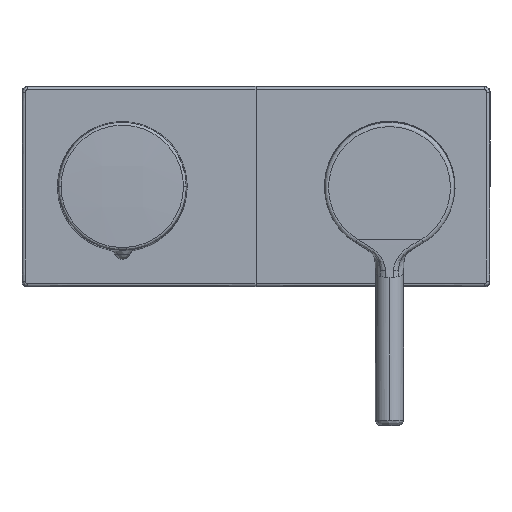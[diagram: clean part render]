
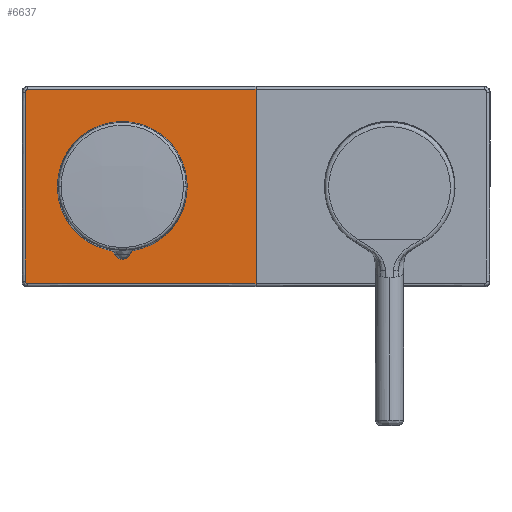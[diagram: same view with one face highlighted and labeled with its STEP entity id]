
A CAD part, top view. The second image highlights one B-rep face of the part: STEP entity #6637.
In plain terms, the highlighted free-form (B-spline) face has degree [2, 5] with [3, 12] control points.
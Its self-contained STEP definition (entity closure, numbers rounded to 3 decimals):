
#172 = CARTESIAN_POINT ( 'NONE',  ( -135.316, -36.316, 11.601 ) ) ;
#307 = CARTESIAN_POINT ( 'NONE',  ( -136.28, -35.624, 11.601 ) ) ;
#422 = CARTESIAN_POINT ( 'NONE',  ( -50., -36.335, 11.625 ) ) ;
#808 = B_SPLINE_CURVE_WITH_KNOTS ( 'NONE', 3,
 ( #3203, #9487, #307, #12592, #17560, #17497, #4787, #8052, #12736, #172 ),
 .UNSPECIFIED., .F., .F.,
 ( 4, 1, 1, 2, 2, 4 ),
 ( 0., 0.25, 0.375, 0.438, 0.5, 1. ),
 .UNSPECIFIED. ) ;
#916 = CARTESIAN_POINT ( 'NONE',  ( -50., 23.827, 11.903 ) ) ;
#1004 = CARTESIAN_POINT ( 'NONE',  ( -50., -21.803, 11.923 ) ) ;
#1039 = CARTESIAN_POINT ( 'NONE',  ( -93.75, 44.124, 11.459 ) ) ;
#1157 = VERTEX_POINT ( 'NONE', #10196 ) ;
#1581 = CARTESIAN_POINT ( 'NONE',  ( -136.316, -35.315, 11.601 ) ) ;
#1605 = CARTESIAN_POINT ( 'NONE',  ( -136.004, 36.026, 11.601 ) ) ;
#1655 = VERTEX_POINT ( 'NONE', #16146 ) ;
#2118 = ORIENTED_EDGE ( 'NONE', *, *, #4914, .T. ) ;
#2384 = CARTESIAN_POINT ( 'NONE',  ( -137.5, 23.825, 11.6 ) ) ;
#2454 = CARTESIAN_POINT ( 'NONE',  ( -50., -44.859, 11.443 ) ) ;
#2576 = CARTESIAN_POINT ( 'NONE',  ( -50., 42.799, 11.487 ) ) ;
#2645 = CARTESIAN_POINT ( 'NONE',  ( -137.5, -40.444, 11.6 ) ) ;
#2672 = CARTESIAN_POINT ( 'NONE',  ( -50., -36.335, 11.625 ) ) ;
#3203 = CARTESIAN_POINT ( 'NONE',  ( -136.316, -35.315, 11.601 ) ) ;
#3205 = VERTEX_POINT ( 'NONE', #12724 ) ;
#3319 = CARTESIAN_POINT ( 'NONE',  ( -136.326, -11.771, 11.614 ) ) ;
#3641 = CARTESIAN_POINT ( 'NONE',  ( -136.316, 35.571, 11.601 ) ) ;
#3713 = CARTESIAN_POINT ( 'NONE',  ( -136.316, 35.315, 11.601 ) ) ;
#3853 = EDGE_CURVE ( 'NONE', #3205, #6422, #14964, .T. ) ;
#4039 = CARTESIAN_POINT ( 'NONE',  ( -50., -40.444, 11.537 ) ) ;
#4105 = CARTESIAN_POINT ( 'NONE',  ( -93.75, 40.15, 11.543 ) ) ;
#4169 = CARTESIAN_POINT ( 'NONE',  ( -93.75, -41.915, 11.505 ) ) ;
#4436 = B_SPLINE_CURVE_WITH_KNOTS ( 'NONE', 3,
 ( #12590, #6892, #14167, #13030, #7975, #13159, #1605, #6742, #3641, #3713 ),
 .UNSPECIFIED., .F., .F.,
 ( 4, 1, 1, 2, 2, 4 ),
 ( 0., 0.25, 0.375, 0.437, 0.5, 1. ),
 .UNSPECIFIED. ) ;
#4787 = CARTESIAN_POINT ( 'NONE',  ( -136.053, -35.975, 11.601 ) ) ;
#4914 = EDGE_CURVE ( 'NONE', #7924, #3205, #808, .T. ) ;
#5115 = CARTESIAN_POINT ( 'NONE',  ( -106.854, -36.329, 11.617 ) ) ;
#5428 = EDGE_CURVE ( 'NONE', #1655, #6422, #15318, .T. ) ;
#5542 = CARTESIAN_POINT ( 'NONE',  ( -137.5, 40.15, 11.6 ) ) ;
#5681 = CARTESIAN_POINT ( 'NONE',  ( -137.5, 41.475, 11.6 ) ) ;
#5968 = CARTESIAN_POINT ( 'NONE',  ( -106.854, 36.329, 11.617 ) ) ;
#6422 = VERTEX_POINT ( 'NONE', #9776 ) ;
#6637 = ADVANCED_FACE ( 'NONE', ( #8956 ), #10876, .T. ) ;
#6742 = CARTESIAN_POINT ( 'NONE',  ( -136.22, 35.799, 11.601 ) ) ;
#6892 = CARTESIAN_POINT ( 'NONE',  ( -135.453, 36.316, 11.601 ) ) ;
#7167 = CARTESIAN_POINT ( 'NONE',  ( -137.5, -23.972, 11.6 ) ) ;
#7221 = CARTESIAN_POINT ( 'NONE',  ( -93.75, -40.444, 11.537 ) ) ;
#7350 = CARTESIAN_POINT ( 'NONE',  ( -50., 44.124, 11.459 ) ) ;
#7420 = CARTESIAN_POINT ( 'NONE',  ( -50., 41.474, 11.515 ) ) ;
#7437 = CARTESIAN_POINT ( 'NONE',  ( -50., 7.268, 12.077 ) ) ;
#7749 = CARTESIAN_POINT ( 'NONE',  ( -135.316, 36.316, 11.601 ) ) ;
#7924 = VERTEX_POINT ( 'NONE', #10630 ) ;
#7975 = CARTESIAN_POINT ( 'NONE',  ( -135.925, 36.098, 11.601 ) ) ;
#8052 = CARTESIAN_POINT ( 'NONE',  ( -135.828, -36.212, 11.601 ) ) ;
#8722 = CARTESIAN_POINT ( 'NONE',  ( -137.5, 7.5, 11.6 ) ) ;
#8815 = CARTESIAN_POINT ( 'NONE',  ( -50., 36.335, 11.625 ) ) ;
#8861 = CARTESIAN_POINT ( 'NONE',  ( -50., 40.15, 11.543 ) ) ;
#8924 = CARTESIAN_POINT ( 'NONE',  ( -50., -43.388, 11.474 ) ) ;
#8956 = FACE_OUTER_BOUND ( 'NONE', #16946, .T. ) ;
#9487 = CARTESIAN_POINT ( 'NONE',  ( -136.316, -35.443, 11.601 ) ) ;
#9545 = CARTESIAN_POINT ( 'NONE',  ( -136.316, 35.315, 11.601 ) ) ;
#9776 = CARTESIAN_POINT ( 'NONE',  ( -50., -36.335, 11.625 ) ) ;
#9812 = ORIENTED_EDGE ( 'NONE', *, *, #5428, .F. ) ;
#9948 = CARTESIAN_POINT ( 'NONE',  ( -135.316, -36.316, 11.601 ) ) ;
#9996 = ORIENTED_EDGE ( 'NONE', *, *, #13924, .T. ) ;
#10196 = CARTESIAN_POINT ( 'NONE',  ( -136.316, 35.315, 11.601 ) ) ;
#10380 = CARTESIAN_POINT ( 'NONE',  ( -137.5, -7.5, 11.6 ) ) ;
#10500 = CARTESIAN_POINT ( 'NONE',  ( -93.75, -44.859, 11.443 ) ) ;
#10573 = CARTESIAN_POINT ( 'NONE',  ( -93.75, -43.387, 11.474 ) ) ;
#10630 = CARTESIAN_POINT ( 'NONE',  ( -136.316, -35.315, 11.601 ) ) ;
#10876 = B_SPLINE_SURFACE_WITH_KNOTS ( 'NONE', 2, 5, ( 
 ( #7350, #2576, #7420, #8861, #916, #15114, #18234, #19822, #4039, #16651, #8924, #2454 ),
 ( #1039, #20016, #19954, #4105, #13475, #19883, #13543, #18296, #7221, #4169, #10573, #10500 ),
 ( #14997, #12035, #5681, #5542, #2384, #8722, #10380, #7167, #2645, #13407, #16724, #13600 ) ),
 .UNSPECIFIED., .F., .F., .F.,
 ( 3, 3 ),
 ( 6, 3, 3, 6 ),
 ( 0., 1. ),
 ( 0.07, 0.135, 0.865, 0.937 ),
 .UNSPECIFIED. ) ;
#12035 = CARTESIAN_POINT ( 'NONE',  ( -137.5, 42.8, 11.6 ) ) ;
#12438 = CARTESIAN_POINT ( 'NONE',  ( -78.415, 36.335, 11.625 ) ) ;
#12590 = CARTESIAN_POINT ( 'NONE',  ( -135.316, 36.316, 11.601 ) ) ;
#12592 = CARTESIAN_POINT ( 'NONE',  ( -136.175, -35.819, 11.601 ) ) ;
#12724 = CARTESIAN_POINT ( 'NONE',  ( -135.316, -36.316, 11.601 ) ) ;
#12736 = CARTESIAN_POINT ( 'NONE',  ( -135.59, -36.317, 11.601 ) ) ;
#13030 = CARTESIAN_POINT ( 'NONE',  ( -135.845, 36.162, 11.601 ) ) ;
#13063 = B_SPLINE_CURVE_WITH_KNOTS ( 'NONE', 3,
 ( #14032, #12438, #5968, #7749 ),
 .UNSPECIFIED., .F., .F.,
 ( 4, 4 ),
 ( 0., 1. ),
 .UNSPECIFIED. ) ;
#13104 = EDGE_CURVE ( 'NONE', #16696, #1157, #4436, .T. ) ;
#13159 = CARTESIAN_POINT ( 'NONE',  ( -135.977, 36.052, 11.601 ) ) ;
#13407 = CARTESIAN_POINT ( 'NONE',  ( -137.5, -41.916, 11.6 ) ) ;
#13475 = CARTESIAN_POINT ( 'NONE',  ( -93.75, 23.828, 11.903 ) ) ;
#13538 = B_SPLINE_CURVE_WITH_KNOTS ( 'NONE', 3,
 ( #9545, #20433, #3319, #1581 ),
 .UNSPECIFIED., .F., .F.,
 ( 4, 4 ),
 ( 0., 1. ),
 .UNSPECIFIED. ) ;
#13543 = CARTESIAN_POINT ( 'NONE',  ( -93.751, -7.502, 12.082 ) ) ;
#13600 = CARTESIAN_POINT ( 'NONE',  ( -137.5, -44.861, 11.6 ) ) ;
#13924 = EDGE_CURVE ( 'NONE', #1655, #16696, #13063, .T. ) ;
#14032 = CARTESIAN_POINT ( 'NONE',  ( -50., 36.335, 11.625 ) ) ;
#14167 = CARTESIAN_POINT ( 'NONE',  ( -135.645, 36.277, 11.601 ) ) ;
#14494 = ORIENTED_EDGE ( 'NONE', *, *, #13104, .T. ) ;
#14964 = B_SPLINE_CURVE_WITH_KNOTS ( 'NONE', 3,
 ( #9948, #5115, #19317, #422 ),
 .UNSPECIFIED., .F., .F.,
 ( 4, 4 ),
 ( 0., 1. ),
 .UNSPECIFIED. ) ;
#14997 = CARTESIAN_POINT ( 'NONE',  ( -137.5, 44.125, 11.6 ) ) ;
#15114 = CARTESIAN_POINT ( 'NONE',  ( -50., 7.501, 12.082 ) ) ;
#15318 = B_SPLINE_CURVE_WITH_KNOTS ( 'NONE', 5,
 ( #8815, #16872, #7437, #16608, #1004, #2672 ),
 .UNSPECIFIED., .F., .F.,
 ( 6, 6 ),
 ( 0., 1. ),
 .UNSPECIFIED. ) ;
#15434 = ORIENTED_EDGE ( 'NONE', *, *, #3853, .T. ) ;
#16146 = CARTESIAN_POINT ( 'NONE',  ( -50., 36.335, 11.625 ) ) ;
#16244 = EDGE_CURVE ( 'NONE', #1157, #7924, #13538, .T. ) ;
#16554 = CARTESIAN_POINT ( 'NONE',  ( -135.316, 36.316, 11.601 ) ) ;
#16608 = CARTESIAN_POINT ( 'NONE',  ( -50., -7.268, 12.077 ) ) ;
#16651 = CARTESIAN_POINT ( 'NONE',  ( -50., -41.916, 11.505 ) ) ;
#16696 = VERTEX_POINT ( 'NONE', #16554 ) ;
#16724 = CARTESIAN_POINT ( 'NONE',  ( -137.5, -43.388, 11.6 ) ) ;
#16872 = CARTESIAN_POINT ( 'NONE',  ( -50., 21.803, 11.923 ) ) ;
#16946 = EDGE_LOOP ( 'NONE', ( #19580, #2118, #15434, #9812, #9996, #14494 ) ) ;
#17497 = CARTESIAN_POINT ( 'NONE',  ( -136.075, -35.95, 11.601 ) ) ;
#17560 = CARTESIAN_POINT ( 'NONE',  ( -136.117, -35.898, 11.601 ) ) ;
#18234 = CARTESIAN_POINT ( 'NONE',  ( -50., -7.501, 12.082 ) ) ;
#18296 = CARTESIAN_POINT ( 'NONE',  ( -93.75, -23.975, 11.902 ) ) ;
#19317 = CARTESIAN_POINT ( 'NONE',  ( -78.415, -36.335, 11.625 ) ) ;
#19580 = ORIENTED_EDGE ( 'NONE', *, *, #16244, .T. ) ;
#19822 = CARTESIAN_POINT ( 'NONE',  ( -50., -23.974, 11.902 ) ) ;
#19883 = CARTESIAN_POINT ( 'NONE',  ( -93.751, 7.502, 12.082 ) ) ;
#19954 = CARTESIAN_POINT ( 'NONE',  ( -93.75, 41.474, 11.515 ) ) ;
#20016 = CARTESIAN_POINT ( 'NONE',  ( -93.75, 42.799, 11.487 ) ) ;
#20433 = CARTESIAN_POINT ( 'NONE',  ( -136.326, 11.773, 11.614 ) ) ;
